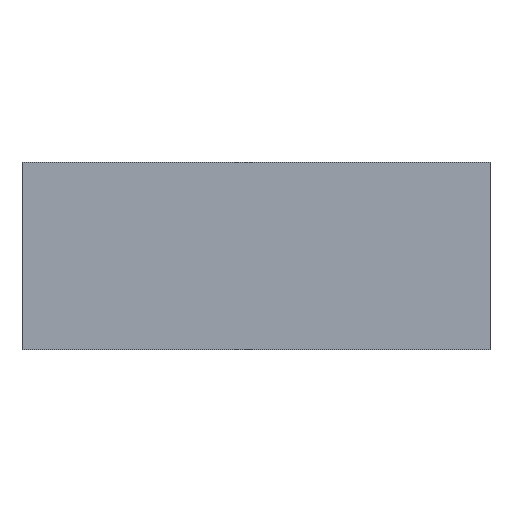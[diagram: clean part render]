
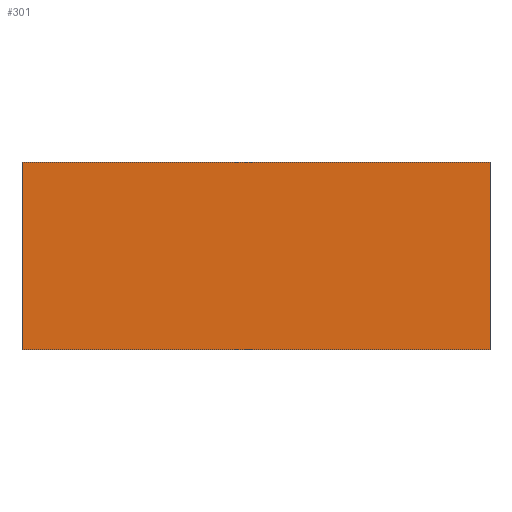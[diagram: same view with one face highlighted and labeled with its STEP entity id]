
A CAD part, front view. The second image highlights one B-rep face of the part: STEP entity #301.
In plain terms, the highlighted planar face has unit normal (0, -1, 0).
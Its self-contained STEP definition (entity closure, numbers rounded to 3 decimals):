
#26=FACE_OUTER_BOUND('',#41,.T.);
#41=EDGE_LOOP('',(#224,#225,#226,#227));
#70=LINE('',#469,#104);
#71=LINE('',#471,#105);
#72=LINE('',#473,#106);
#73=LINE('',#474,#107);
#104=VECTOR('',#382,10.);
#105=VECTOR('',#383,10.);
#106=VECTOR('',#384,10.);
#107=VECTOR('',#385,10.);
#142=VERTEX_POINT('',#467);
#143=VERTEX_POINT('',#468);
#144=VERTEX_POINT('',#470);
#145=VERTEX_POINT('',#472);
#176=EDGE_CURVE('',#142,#143,#70,.T.);
#177=EDGE_CURVE('',#143,#144,#71,.T.);
#178=EDGE_CURVE('',#144,#145,#72,.T.);
#179=EDGE_CURVE('',#145,#142,#73,.T.);
#224=ORIENTED_EDGE('',*,*,#176,.T.);
#225=ORIENTED_EDGE('',*,*,#177,.T.);
#226=ORIENTED_EDGE('',*,*,#178,.T.);
#227=ORIENTED_EDGE('',*,*,#179,.T.);
#289=PLANE('',#332);
#301=ADVANCED_FACE('',(#26),#289,.T.);
#332=AXIS2_PLACEMENT_3D('',#466,#380,#381);
#380=DIRECTION('center_axis',(0.,-1.,0.));
#381=DIRECTION('ref_axis',(0.,0.,-1.));
#382=DIRECTION('',(-1.,0.,0.));
#383=DIRECTION('',(0.,0.,-1.));
#384=DIRECTION('',(1.,0.,0.));
#385=DIRECTION('',(0.,0.,1.));
#466=CARTESIAN_POINT('Origin',(48.396,-109.995,0.));
#467=CARTESIAN_POINT('',(48.396,-109.995,0.));
#468=CARTESIAN_POINT('',(-46.604,-109.995,0.));
#469=CARTESIAN_POINT('',(-46.604,-109.995,0.));
#470=CARTESIAN_POINT('',(-46.604,-109.995,-38.));
#471=CARTESIAN_POINT('',(-46.604,-109.995,0.));
#472=CARTESIAN_POINT('',(48.396,-109.995,-38.));
#473=CARTESIAN_POINT('',(48.396,-109.995,-38.));
#474=CARTESIAN_POINT('',(48.396,-109.995,0.));
